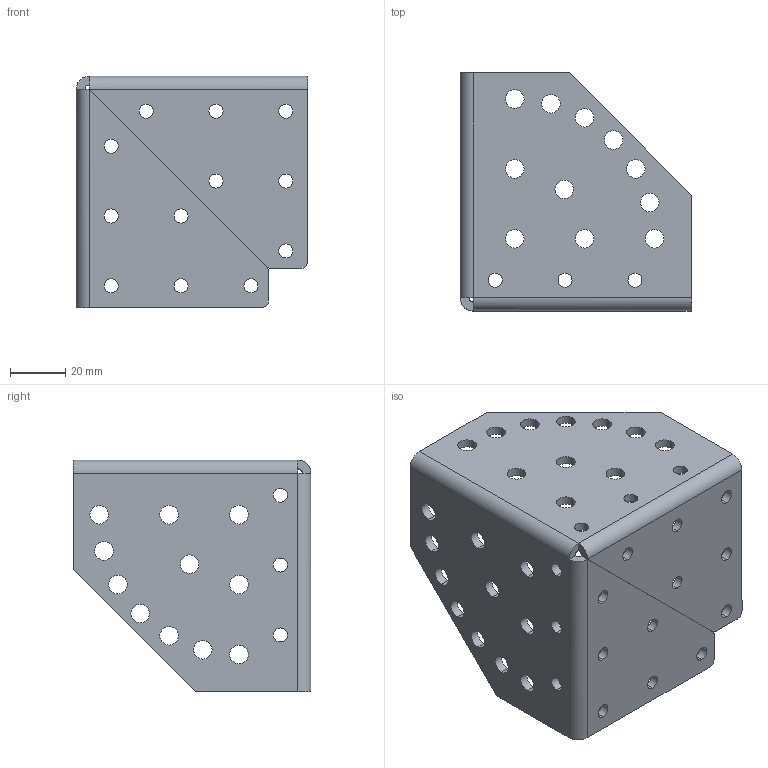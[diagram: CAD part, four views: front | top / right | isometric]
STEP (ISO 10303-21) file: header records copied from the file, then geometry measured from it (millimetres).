
FILE_DESCRIPTION (( 'STEP AP214' ), '1' );
FILE_NAME ('am-2793 Vertical Corner Bracket for AM14U flat REV2.STEP', '2018-07-23T13:53:07', ( '' ), ( '' ), 'SwSTEP 2.0', 'SolidWorks 2018', '' );
FILE_SCHEMA (( 'AUTOMOTIVE_DESIGN' ));
Length unit declared in the file: inch
Products named in the file (1): am-2793 Vertical Corner Bracket for AM14U flat REV2
Bounding box: 84.14 x 86.49 x 84.15 mm (x, y, z)
Volume: 54396.4 mm3; surface area: 38698.3 mm2
Topology: 1 solids, 1 shells, 116 faces, 318 edges, 204 vertices
Faces by surface type: cylinder 90, plane 24, bspline 2
Entity records: 4046 total; most frequent: CARTESIAN_POINT 753, DIRECTION 720, ORIENTED_EDGE 636, EDGE_CURVE 318, AXIS2_PLACEMENT_3D 291, VERTEX_POINT 204, EDGE_LOOP 196, CIRCLE 176
